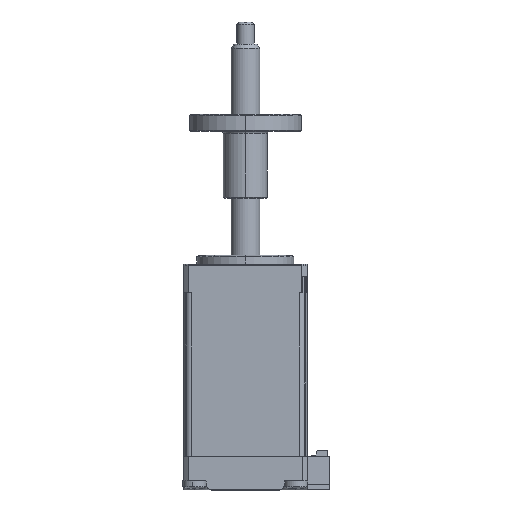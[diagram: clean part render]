
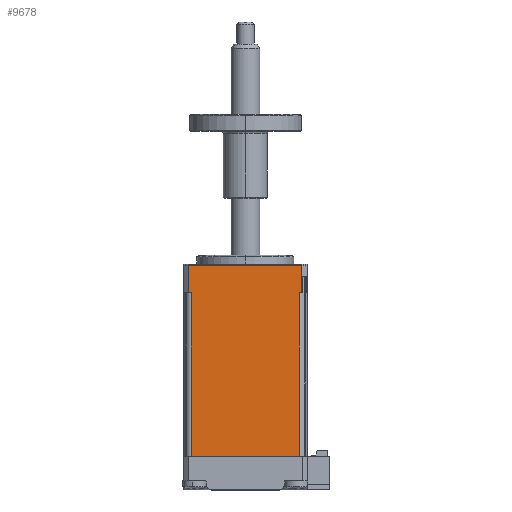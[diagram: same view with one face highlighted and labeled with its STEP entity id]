
A CAD part, top view. The second image highlights one B-rep face of the part: STEP entity #9678.
In plain terms, the highlighted planar face has unit normal (0, 0, 1).
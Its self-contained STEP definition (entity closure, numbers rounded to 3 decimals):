
#81 = DIRECTION ( 'NONE',  ( 0., 1., 0. ) ) ;
#311 = CARTESIAN_POINT ( 'NONE',  ( -11.609, 17.576, 47.6 ) ) ;
#478 = DIRECTION ( 'NONE',  ( -1., 0., 0. ) ) ;
#496 = CARTESIAN_POINT ( 'NONE',  ( 13.536, -19.524, 47.6 ) ) ;
#640 = DIRECTION ( 'NONE',  ( -1., 0., 0. ) ) ;
#672 = CARTESIAN_POINT ( 'NONE',  ( -11.609, 23.876, 47.6 ) ) ;
#674 = CARTESIAN_POINT ( 'NONE',  ( -10.959, -19.524, 47.6 ) ) ;
#689 = VERTEX_POINT ( 'NONE', #3481 ) ;
#915 = VERTEX_POINT ( 'NONE', #496 ) ;
#1088 = LINE ( 'NONE', #6978, #3203 ) ;
#1367 = CARTESIAN_POINT ( 'NONE',  ( -11.609, 23.876, 47.6 ) ) ;
#1476 = ORIENTED_EDGE ( 'NONE', *, *, #11462, .F. ) ;
#1710 = ORIENTED_EDGE ( 'NONE', *, *, #7666, .T. ) ;
#1750 = ORIENTED_EDGE ( 'NONE', *, *, #7443, .F. ) ;
#2348 = LINE ( 'NONE', #5912, #2634 ) ;
#2352 = EDGE_CURVE ( 'NONE', #8848, #8014, #10687, .T. ) ;
#2409 = CARTESIAN_POINT ( 'NONE',  ( -11.609, 16.476, 47.6 ) ) ;
#2423 = EDGE_CURVE ( 'NONE', #9724, #8014, #2840, .T. ) ;
#2634 = VECTOR ( 'NONE', #10473, 1000. ) ;
#2803 = VECTOR ( 'NONE', #5821, 1000. ) ;
#2840 = LINE ( 'NONE', #2409, #7413 ) ;
#3203 = VECTOR ( 'NONE', #640, 1000. ) ;
#3279 = ORIENTED_EDGE ( 'NONE', *, *, #9902, .T. ) ;
#3300 = ORIENTED_EDGE ( 'NONE', *, *, #8967, .F. ) ;
#3344 = VECTOR ( 'NONE', #81, 1000. ) ;
#3481 = CARTESIAN_POINT ( 'NONE',  ( 13.536, 17.576, 47.6 ) ) ;
#3772 = CARTESIAN_POINT ( 'NONE',  ( 14.081, 16.476, 47.6 ) ) ;
#3945 = CARTESIAN_POINT ( 'NONE',  ( -10.959, -19.524, 47.6 ) ) ;
#4128 = CARTESIAN_POINT ( 'NONE',  ( 14.081, 17.576, 47.6 ) ) ;
#4318 = PLANE ( 'NONE',  #8772 ) ;
#4354 = CARTESIAN_POINT ( 'NONE',  ( -11.609, 17.576, 47.6 ) ) ;
#4562 = CARTESIAN_POINT ( 'NONE',  ( -10.959, 17.576, 47.6 ) ) ;
#4697 = DIRECTION ( 'NONE',  ( 0., 1., 0. ) ) ;
#5226 = DIRECTION ( 'NONE',  ( 0., 1., 0. ) ) ;
#5468 = CARTESIAN_POINT ( 'NONE',  ( 13.536, -19.524, 47.6 ) ) ;
#5477 = LINE ( 'NONE', #5468, #3344 ) ;
#5744 = EDGE_CURVE ( 'NONE', #9248, #9724, #11338, .T. ) ;
#5821 = DIRECTION ( 'NONE',  ( 0., 1., 0. ) ) ;
#5912 = CARTESIAN_POINT ( 'NONE',  ( -11.609, 17.576, 47.6 ) ) ;
#6683 = DIRECTION ( 'NONE',  ( -1., 0., 0. ) ) ;
#6815 = VERTEX_POINT ( 'NONE', #7718 ) ;
#6978 = CARTESIAN_POINT ( 'NONE',  ( -10.959, -19.524, 47.6 ) ) ;
#7413 = VECTOR ( 'NONE', #8758, 1000. ) ;
#7443 = EDGE_CURVE ( 'NONE', #915, #6815, #1088, .T. ) ;
#7596 = ORIENTED_EDGE ( 'NONE', *, *, #2352, .T. ) ;
#7655 = LINE ( 'NONE', #3945, #2803 ) ;
#7666 = EDGE_CURVE ( 'NONE', #915, #689, #5477, .T. ) ;
#7718 = CARTESIAN_POINT ( 'NONE',  ( -10.959, -19.524, 47.6 ) ) ;
#8014 = VERTEX_POINT ( 'NONE', #672 ) ;
#8758 = DIRECTION ( 'NONE',  ( 0., 1., 0. ) ) ;
#8772 = AXIS2_PLACEMENT_3D ( 'NONE', #674, #10704, #5226 ) ;
#8824 = LINE ( 'NONE', #3772, #10952 ) ;
#8848 = VERTEX_POINT ( 'NONE', #10273 ) ;
#8967 = EDGE_CURVE ( 'NONE', #8999, #689, #2348, .T. ) ;
#8999 = VERTEX_POINT ( 'NONE', #4128 ) ;
#9248 = VERTEX_POINT ( 'NONE', #4562 ) ;
#9678 = ADVANCED_FACE ( 'NONE', ( #10818 ), #4318, .F. ) ;
#9724 = VERTEX_POINT ( 'NONE', #4354 ) ;
#9902 = EDGE_CURVE ( 'NONE', #8999, #8848, #8824, .T. ) ;
#10132 = ORIENTED_EDGE ( 'NONE', *, *, #2423, .F. ) ;
#10273 = CARTESIAN_POINT ( 'NONE',  ( 14.081, 23.876, 47.6 ) ) ;
#10329 = ORIENTED_EDGE ( 'NONE', *, *, #5744, .F. ) ;
#10393 = VECTOR ( 'NONE', #478, 1000. ) ;
#10473 = DIRECTION ( 'NONE',  ( -1., 0., 0. ) ) ;
#10687 = LINE ( 'NONE', #1367, #10393 ) ;
#10704 = DIRECTION ( 'NONE',  ( 0., 0., -1. ) ) ;
#10818 = FACE_OUTER_BOUND ( 'NONE', #11496, .T. ) ;
#10952 = VECTOR ( 'NONE', #4697, 1000. ) ;
#11056 = VECTOR ( 'NONE', #6683, 1000. ) ;
#11338 = LINE ( 'NONE', #311, #11056 ) ;
#11462 = EDGE_CURVE ( 'NONE', #6815, #9248, #7655, .T. ) ;
#11496 = EDGE_LOOP ( 'NONE', ( #1710, #3300, #3279, #7596, #10132, #10329, #1476, #1750 ) ) ;
